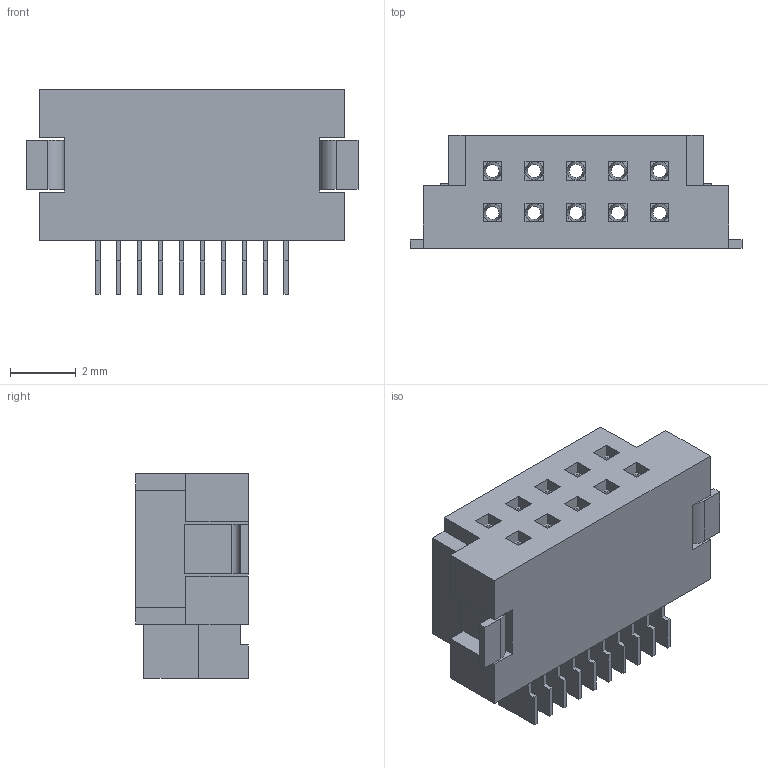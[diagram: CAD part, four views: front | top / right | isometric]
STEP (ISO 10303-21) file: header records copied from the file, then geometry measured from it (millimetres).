
FILE_DESCRIPTION(/* description */ ('STEP AP214'),/* implementation_level */ '2;1');
FILE_NAME(/* name */ 'SFMH-105-02-L-D-WT',/* time_stamp */ '2023-05-17T10:34:26+02:00',/* author */ ('License CC BY-ND 4.0'),/* organization */ ('CADENAS'),/* preprocessor_version */ 'ST-DEVELOPER v19.3',/* originating_system */ 'PARTsolutions',/* authorisation */ ' ');
FILE_SCHEMA (('AUTOMOTIVE_DESIGN {1 0 10303 214 3 1 1}'));
Length unit declared in the file: inch
Products named in the file (3): SFMH-105-02-L-D-WT; C-108-05-D; SFMH-105-02-D-WT_socket
Assembly tree (2 placements, depth 2):
  SFMH-105-02-L-D-WT
    C-108-05-D
    SFMH-105-02-D-WT_socket
Bounding box: 10.08 x 3.43 x 6.22 mm (x, y, z)
Volume: 172.1 mm3; surface area: 574.7 mm2
Topology: 2 solids, 2 shells, 250 faces, 692 edges, 448 vertices
Faces by surface type: plane 226, cylinder 14, cone 10
Full cylindrical faces by diameter (mm): 0.813 x10
Entity records: 7882 total; most frequent: CARTESIAN_POINT 1373, ORIENTED_EDGE 1344, DIRECTION 1226, EDGE_CURVE 672, LINE 624, VECTOR 624, VERTEX_POINT 448, EDGE_LOOP 322
